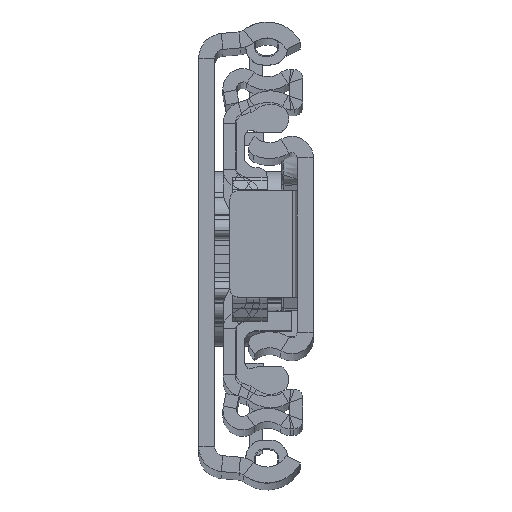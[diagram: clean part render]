
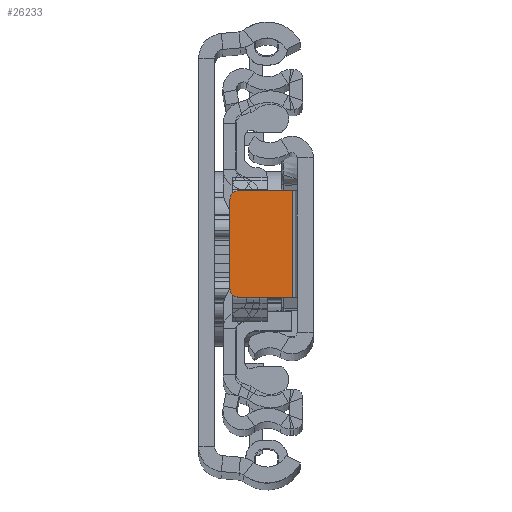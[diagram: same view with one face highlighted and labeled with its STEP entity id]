
A CAD part, top view. The second image highlights one B-rep face of the part: STEP entity #26233.
In plain terms, the highlighted planar face has unit normal (0, 0, 1).
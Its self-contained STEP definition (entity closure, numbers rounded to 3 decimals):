
#316 = VERTEX_POINT ( 'NONE', #29449 ) ;
#830 = VERTEX_POINT ( 'NONE', #944 ) ;
#944 = CARTESIAN_POINT ( 'NONE',  ( -8.4, -5.849, -6.8 ) ) ;
#1587 = VECTOR ( 'NONE', #11201, 1000. ) ;
#2373 = CARTESIAN_POINT ( 'NONE',  ( -2.3, 6.151, -6.8 ) ) ;
#3275 = VERTEX_POINT ( 'NONE', #33055 ) ;
#3665 = DIRECTION ( 'NONE',  ( 1., 0., 0. ) ) ;
#4446 = ORIENTED_EDGE ( 'NONE', *, *, #8683, .F. ) ;
#5117 = CARTESIAN_POINT ( 'NONE',  ( -8.4, 5.151, -6.8 ) ) ;
#5744 = LINE ( 'NONE', #16174, #1587 ) ;
#5877 = CARTESIAN_POINT ( 'NONE',  ( -8.4, 6.151, -6.8 ) ) ;
#7723 = ORIENTED_EDGE ( 'NONE', *, *, #12821, .F. ) ;
#8644 = CARTESIAN_POINT ( 'NONE',  ( -8.4, -4.849, -6.8 ) ) ;
#8683 = EDGE_CURVE ( 'NONE', #23304, #316, #21003, .T. ) ;
#8839 = ORIENTED_EDGE ( 'NONE', *, *, #17779, .T. ) ;
#10164 = VECTOR ( 'NONE', #12974, 1000. ) ;
#10333 = VERTEX_POINT ( 'NONE', #15811 ) ;
#11201 = DIRECTION ( 'NONE',  ( -1., 0., 0. ) ) ;
#11534 = ORIENTED_EDGE ( 'NONE', *, *, #29114, .F. ) ;
#11544 = FACE_OUTER_BOUND ( 'NONE', #30490, .T. ) ;
#12630 = LINE ( 'NONE', #13307, #21800 ) ;
#12821 = EDGE_CURVE ( 'NONE', #10333, #830, #5744, .T. ) ;
#12974 = DIRECTION ( 'NONE',  ( 0., -1., 0. ) ) ;
#13307 = CARTESIAN_POINT ( 'NONE',  ( -9.4, 6.151, -6.8 ) ) ;
#13489 = LINE ( 'NONE', #2373, #10164 ) ;
#14510 = AXIS2_PLACEMENT_3D ( 'NONE', #8644, #26980, #29046 ) ;
#15536 = DIRECTION ( 'NONE',  ( 0., 0., 1. ) ) ;
#15774 = ORIENTED_EDGE ( 'NONE', *, *, #22925, .T. ) ;
#15811 = CARTESIAN_POINT ( 'NONE',  ( -2.3, -5.849, -6.8 ) ) ;
#16019 = CARTESIAN_POINT ( 'NONE',  ( -1.8, 6.151, -6.8 ) ) ;
#16055 = DIRECTION ( 'NONE',  ( 1., 0., 0. ) ) ;
#16174 = CARTESIAN_POINT ( 'NONE',  ( -9.4, -5.849, -6.8 ) ) ;
#16676 = CARTESIAN_POINT ( 'NONE',  ( 0., 0., -6.8 ) ) ;
#17779 = EDGE_CURVE ( 'NONE', #28433, #830, #31472, .T. ) ;
#20037 = ORIENTED_EDGE ( 'NONE', *, *, #30387, .F. ) ;
#21003 = LINE ( 'NONE', #16019, #22583 ) ;
#21509 = CARTESIAN_POINT ( 'NONE',  ( -9.4, -4.849, -6.8 ) ) ;
#21800 = VECTOR ( 'NONE', #23084, 1000. ) ;
#21923 = AXIS2_PLACEMENT_3D ( 'NONE', #5117, #15536, #16055 ) ;
#22583 = VECTOR ( 'NONE', #29052, 1000. ) ;
#22817 = AXIS2_PLACEMENT_3D ( 'NONE', #16676, #32428, #3665 ) ;
#22925 = EDGE_CURVE ( 'NONE', #23304, #3275, #29032, .T. ) ;
#23084 = DIRECTION ( 'NONE',  ( 0., 1., 0. ) ) ;
#23304 = VERTEX_POINT ( 'NONE', #5877 ) ;
#26233 = ADVANCED_FACE ( 'NONE', ( #11544 ), #26964, .T. ) ;
#26964 = PLANE ( 'NONE',  #22817 ) ;
#26980 = DIRECTION ( 'NONE',  ( 0., 0., 1. ) ) ;
#28433 = VERTEX_POINT ( 'NONE', #21509 ) ;
#29032 = CIRCLE ( 'NONE', #21923, 1. ) ;
#29046 = DIRECTION ( 'NONE',  ( 1., 0., 0. ) ) ;
#29052 = DIRECTION ( 'NONE',  ( 1., 0., 0. ) ) ;
#29114 = EDGE_CURVE ( 'NONE', #316, #10333, #13489, .T. ) ;
#29449 = CARTESIAN_POINT ( 'NONE',  ( -2.3, 6.151, -6.8 ) ) ;
#30387 = EDGE_CURVE ( 'NONE', #28433, #3275, #12630, .T. ) ;
#30490 = EDGE_LOOP ( 'NONE', ( #20037, #8839, #7723, #11534, #4446, #15774 ) ) ;
#31472 = CIRCLE ( 'NONE', #14510, 1. ) ;
#32428 = DIRECTION ( 'NONE',  ( 0., 0., 1. ) ) ;
#33055 = CARTESIAN_POINT ( 'NONE',  ( -9.4, 5.151, -6.8 ) ) ;
